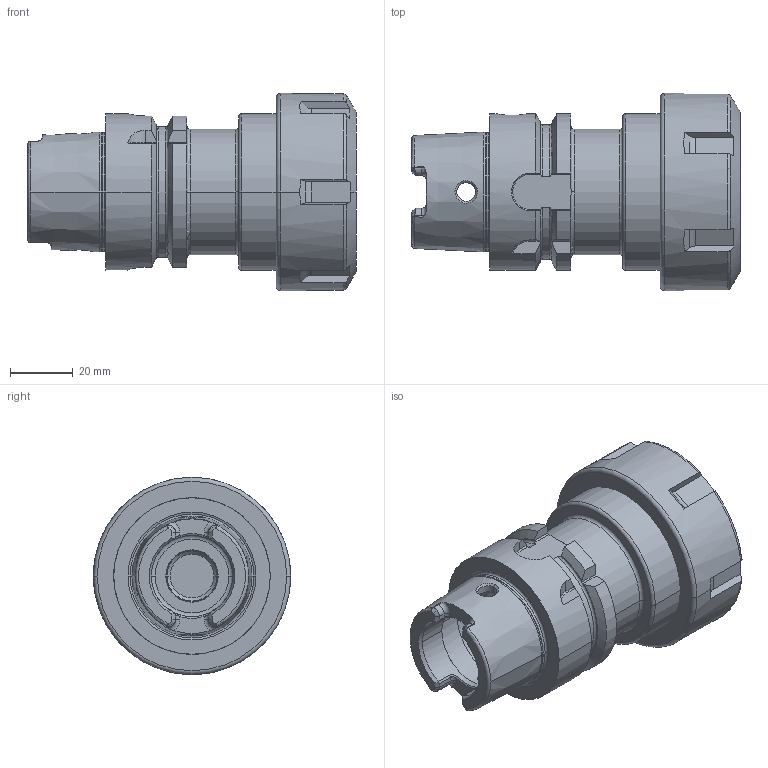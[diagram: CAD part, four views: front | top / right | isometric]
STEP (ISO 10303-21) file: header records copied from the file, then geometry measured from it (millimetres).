
FILE_DESCRIPTION((''),'2;1');
FILE_NAME('A50-025-40_ASM','2011-08-31T',('mei'),(''),'PRO/ENGINEER BY PARAMETRIC TECHNOLOGY CORPORATION, 2010430','PRO/ENGINEER BY PARAMETRIC TECHNOLOGY CORPORATION, 2010430','');
FILE_SCHEMA(('CONFIG_CONTROL_DESIGN'));
Length unit declared in the file: millimetre
Products named in the file (3): A50-025-40; 83-912-40; A50-025-40_ASM
Assembly tree (2 placements, depth 2):
  A50-025-40_ASM
    A50-025-40
    83-912-40
Bounding box: 104.9 x 63 x 63 mm (x, y, z)
Volume: 153498.3 mm3; surface area: 36750.5 mm2
Topology: 2 solids, 3 shells, 236 faces, 612 edges, 382 vertices
Faces by surface type: plane 93, cylinder 59, torus 40, cone 34, bspline 8, extrusion 2
Entity records: 8557 total; most frequent: CARTESIAN_POINT 2886, ORIENTED_EDGE 1220, DIRECTION 1116, EDGE_CURVE 612, AXIS2_PLACEMENT_3D 431, VERTEX_POINT 382, VECTOR 254, LINE 252
